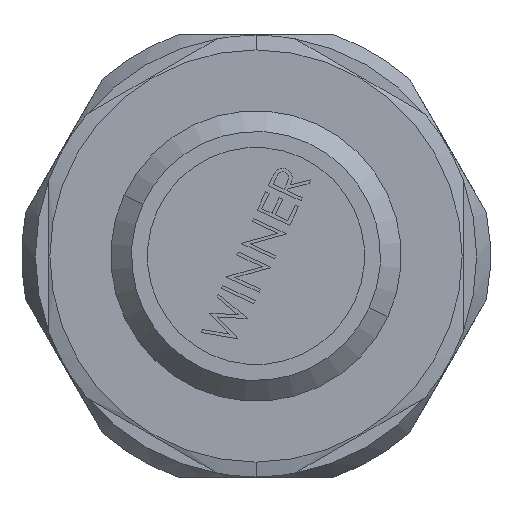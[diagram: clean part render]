
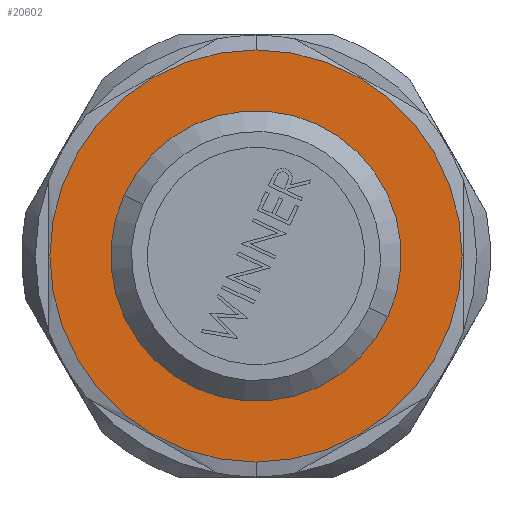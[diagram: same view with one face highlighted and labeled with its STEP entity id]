
A CAD part, left-side view. The second image highlights one B-rep face of the part: STEP entity #20602.
In plain terms, the highlighted planar face has unit normal (-1, 0, 0).
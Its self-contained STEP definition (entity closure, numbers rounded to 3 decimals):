
#311 = CARTESIAN_POINT ( 'NONE',  ( -46.493, -4.814, 0. ) ) ;
#938 = CARTESIAN_POINT ( 'NONE',  ( -46.493, 4.986, 0. ) ) ;
#1026 = DIRECTION ( 'NONE',  ( -1., 0., 0. ) ) ;
#1488 = AXIS2_PLACEMENT_3D ( 'NONE', #24205, #22274, #20444 ) ;
#2145 = DIRECTION ( 'NONE',  ( 1., 0., 0. ) ) ;
#3102 = DIRECTION ( 'NONE',  ( 1., 0., 0. ) ) ;
#3167 = ORIENTED_EDGE ( 'NONE', *, *, #17765, .F. ) ;
#3379 = AXIS2_PLACEMENT_3D ( 'NONE', #19393, #6331, #15684 ) ;
#3616 = EDGE_CURVE ( 'NONE', #11068, #22991, #4780, .T. ) ;
#4160 = VERTEX_POINT ( 'NONE', #5902 ) ;
#4567 = DIRECTION ( 'NONE',  ( 0., 0., 1. ) ) ;
#4780 = CIRCLE ( 'NONE', #16605, 9.8 ) ;
#4934 = EDGE_CURVE ( 'NONE', #22991, #11068, #23145, .T. ) ;
#4969 = CIRCLE ( 'NONE', #1488, 14.9 ) ;
#5902 = CARTESIAN_POINT ( 'NONE',  ( -46.493, -4.814, 14.9 ) ) ;
#6017 = DIRECTION ( 'NONE',  ( 0., 0., -1. ) ) ;
#6140 = PLANE ( 'NONE',  #7124 ) ;
#6331 = DIRECTION ( 'NONE',  ( 1., 0., 0. ) ) ;
#6513 = AXIS2_PLACEMENT_3D ( 'NONE', #21730, #3102, #19825 ) ;
#6731 = CIRCLE ( 'NONE', #3379, 14.9 ) ;
#7124 = AXIS2_PLACEMENT_3D ( 'NONE', #938, #1026, #4567 ) ;
#7681 = EDGE_CURVE ( 'NONE', #15630, #4160, #4969, .T. ) ;
#11068 = VERTEX_POINT ( 'NONE', #14618 ) ;
#11239 = ORIENTED_EDGE ( 'NONE', *, *, #7681, .F. ) ;
#14618 = CARTESIAN_POINT ( 'NONE',  ( -46.493, -4.814, -9.8 ) ) ;
#15630 = VERTEX_POINT ( 'NONE', #21733 ) ;
#15684 = DIRECTION ( 'NONE',  ( 0., 0., -1. ) ) ;
#15863 = FACE_OUTER_BOUND ( 'NONE', #20704, .T. ) ;
#16605 = AXIS2_PLACEMENT_3D ( 'NONE', #311, #2145, #6017 ) ;
#17765 = EDGE_CURVE ( 'NONE', #4160, #15630, #6731, .T. ) ;
#17920 = FACE_BOUND ( 'NONE', #23270, .T. ) ;
#18045 = ORIENTED_EDGE ( 'NONE', *, *, #3616, .T. ) ;
#19371 = CARTESIAN_POINT ( 'NONE',  ( -46.493, -4.814, 9.8 ) ) ;
#19393 = CARTESIAN_POINT ( 'NONE',  ( -46.493, -4.814, 0. ) ) ;
#19825 = DIRECTION ( 'NONE',  ( 0., 0., -1. ) ) ;
#20444 = DIRECTION ( 'NONE',  ( 0., 0., -1. ) ) ;
#20602 = ADVANCED_FACE ( 'NONE', ( #15863, #17920 ), #6140, .T. ) ;
#20704 = EDGE_LOOP ( 'NONE', ( #11239, #3167 ) ) ;
#21730 = CARTESIAN_POINT ( 'NONE',  ( -46.493, -4.814, 0. ) ) ;
#21733 = CARTESIAN_POINT ( 'NONE',  ( -46.493, -4.814, -14.9 ) ) ;
#22274 = DIRECTION ( 'NONE',  ( 1., 0., 0. ) ) ;
#22991 = VERTEX_POINT ( 'NONE', #19371 ) ;
#23145 = CIRCLE ( 'NONE', #6513, 9.8 ) ;
#23252 = ORIENTED_EDGE ( 'NONE', *, *, #4934, .T. ) ;
#23270 = EDGE_LOOP ( 'NONE', ( #18045, #23252 ) ) ;
#24205 = CARTESIAN_POINT ( 'NONE',  ( -46.493, -4.814, 0. ) ) ;
